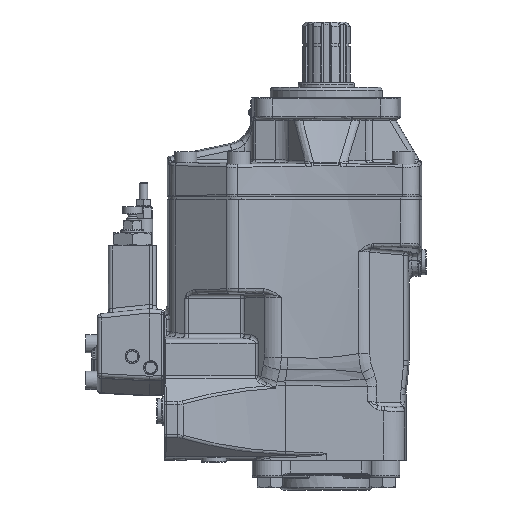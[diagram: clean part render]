
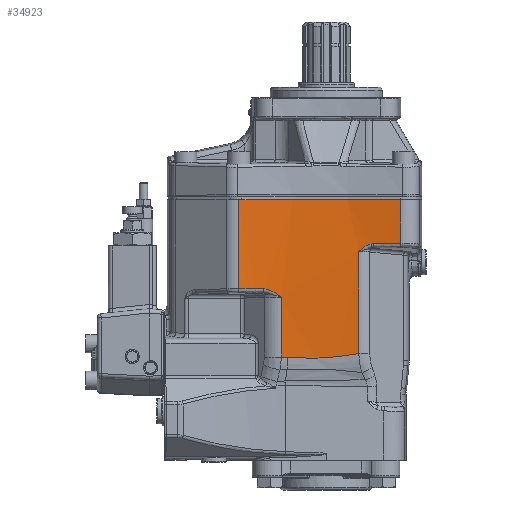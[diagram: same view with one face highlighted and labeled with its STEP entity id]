
A CAD part, left-side view. The second image highlights one B-rep face of the part: STEP entity #34923.
In plain terms, the highlighted cylindrical face has radius 302 mm (diameter 604 mm), a partial arc.
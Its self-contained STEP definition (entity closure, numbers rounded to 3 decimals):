
#2822=FACE_OUTER_BOUND('',#4863,.T.);
#4863=EDGE_LOOP('',(#27776,#27777,#27778,#27779,#27780,#27781,#27782,#27783,
#27784,#27785,#27786,#27787,#27788));
#6176=B_SPLINE_CURVE_WITH_KNOTS('',3,(#60647,#60648,#60649,#60650,#60651),
 .UNSPECIFIED.,.F.,.F.,(4,1,4),(0.,0.5,1.),.UNSPECIFIED.);
#6177=B_SPLINE_CURVE_WITH_KNOTS('',3,(#60702,#60703,#60704,#60705,#60706,
#60707,#60708,#60709,#60710,#60711,#60712),.UNSPECIFIED.,.F.,.F.,(4,1,1,
1,1,1,1,1,4),(0.,0.125,0.25,0.375,0.5,0.625,0.75,0.875,1.),
 .UNSPECIFIED.);
#6182=B_SPLINE_CURVE_WITH_KNOTS('',3,(#60862,#60863,#60864,#60865,#60866,
#60867,#60868),.UNSPECIFIED.,.F.,.F.,(4,1,1,1,4),(0.,0.25,0.5,0.75,1.),
 .UNSPECIFIED.);
#6185=B_SPLINE_CURVE_WITH_KNOTS('',3,(#60902,#60903,#60904,#60905,#60906),
 .UNSPECIFIED.,.F.,.F.,(4,1,4),(0.,0.5,1.),.UNSPECIFIED.);
#6188=B_SPLINE_CURVE_WITH_KNOTS('',3,(#61058,#61059,#61060,#61061,#61062,
#61063,#61064,#61065,#61066,#61067,#61068,#61069,#61070,#61071,#61072),
 .UNSPECIFIED.,.F.,.F.,(4,1,1,1,1,1,1,1,1,1,1,1,4),(0.,0.083,
0.167,0.25,0.333,0.417,0.5,0.583,
0.667,0.75,0.833,0.917,1.),.UNSPECIFIED.);
#6335=B_SPLINE_CURVE_WITH_KNOTS('',3,(#66802,#66803,#66804,#66805,#66806,
#66807,#66808,#66809),.UNSPECIFIED.,.F.,.F.,(4,1,1,1,1,4),(0.,0.2,0.4,0.6,
0.8,1.),.UNSPECIFIED.);
#7267=CIRCLE('',#37025,301.829);
#7308=CIRCLE('',#37364,300.907);
#8853=LINE('',#60771,#11577);
#8855=LINE('',#60942,#11579);
#9797=LINE('',#67306,#12521);
#9798=LINE('',#67308,#12522);
#9799=LINE('',#67309,#12523);
#11577=VECTOR('',#42156,72.505);
#11579=VECTOR('',#42164,42.638);
#12521=VECTOR('',#44184,31.273);
#12522=VECTOR('',#44185,63.44);
#12523=VECTOR('',#44186,63.44);
#14779=VERTEX_POINT('',#60644);
#14780=VERTEX_POINT('',#60646);
#14781=VERTEX_POINT('',#60701);
#14782=VERTEX_POINT('',#60770);
#14784=VERTEX_POINT('',#60861);
#14785=VERTEX_POINT('',#60895);
#14786=VERTEX_POINT('',#60933);
#14789=VERTEX_POINT('',#60970);
#14790=VERTEX_POINT('',#60972);
#15377=VERTEX_POINT('',#63758);
#15555=VERTEX_POINT('',#66733);
#15557=VERTEX_POINT('',#66800);
#15610=VERTEX_POINT('',#67307);
#18645=EDGE_CURVE('',#14779,#14780,#6176,.T.);
#18647=EDGE_CURVE('',#14780,#14781,#6177,.T.);
#18650=EDGE_CURVE('',#14782,#14781,#8853,.T.);
#18655=EDGE_CURVE('',#14784,#14782,#6182,.T.);
#18658=EDGE_CURVE('',#14785,#14784,#6185,.T.);
#18661=EDGE_CURVE('',#14786,#14785,#8855,.T.);
#18664=EDGE_CURVE('',#14789,#14790,#7267,.T.);
#18667=EDGE_CURVE('',#14786,#14789,#6188,.T.);
#19553=EDGE_CURVE('',#15377,#14779,#7308,.T.);
#19846=EDGE_CURVE('',#15557,#15555,#6335,.T.);
#19935=EDGE_CURVE('',#15555,#15377,#9797,.T.);
#19936=EDGE_CURVE('',#15557,#15610,#9798,.T.);
#19937=EDGE_CURVE('',#15610,#14790,#9799,.T.);
#27776=ORIENTED_EDGE('',*,*,#19935,.F.);
#27777=ORIENTED_EDGE('',*,*,#19846,.F.);
#27778=ORIENTED_EDGE('',*,*,#19936,.T.);
#27779=ORIENTED_EDGE('',*,*,#19937,.T.);
#27780=ORIENTED_EDGE('',*,*,#18664,.F.);
#27781=ORIENTED_EDGE('',*,*,#18667,.F.);
#27782=ORIENTED_EDGE('',*,*,#18661,.T.);
#27783=ORIENTED_EDGE('',*,*,#18658,.T.);
#27784=ORIENTED_EDGE('',*,*,#18655,.T.);
#27785=ORIENTED_EDGE('',*,*,#18650,.T.);
#27786=ORIENTED_EDGE('',*,*,#18647,.F.);
#27787=ORIENTED_EDGE('',*,*,#18645,.F.);
#27788=ORIENTED_EDGE('',*,*,#19553,.F.);
#32138=CYLINDRICAL_SURFACE('',#37561,302.);
#34923=ADVANCED_FACE('',(#2822),#32138,.F.);
#37025=AXIS2_PLACEMENT_3D('',#60973,#42169,#42170);
#37364=AXIS2_PLACEMENT_3D('',#63760,#43653,#43654);
#37561=AXIS2_PLACEMENT_3D('',#67305,#44182,#44183);
#42156=DIRECTION('',(1.,0.,0.));
#42164=DIRECTION('',(-1.,0.,0.));
#42169=DIRECTION('center_axis',(0.999,0.035,0.));
#42170=DIRECTION('ref_axis',(-0.035,0.979,0.2));
#43653=DIRECTION('center_axis',(0.996,0.088,0.));
#43654=DIRECTION('ref_axis',(-0.087,0.989,-0.117));
#44182=DIRECTION('center_axis',(1.,0.,0.));
#44183=DIRECTION('ref_axis',(0.,1.,0.));
#44184=DIRECTION('',(-1.,0.,0.));
#44185=DIRECTION('',(-1.,0.,0.));
#44186=DIRECTION('',(-1.,0.,0.));
#60644=CARTESIAN_POINT('',(-103.834,-61.902,-33.449));
#60646=CARTESIAN_POINT('',(-103.968,-61.732,-31.968));
#60647=CARTESIAN_POINT('Ctrl Pts',(-103.834,-61.902,-33.449));
#60648=CARTESIAN_POINT('Ctrl Pts',(-103.836,-61.872,
-33.196));
#60649=CARTESIAN_POINT('Ctrl Pts',(-103.862,-61.814,-32.697));
#60650=CARTESIAN_POINT('Ctrl Pts',(-103.926,-61.759,-32.209));
#60651=CARTESIAN_POINT('Ctrl Pts',(-103.968,-61.732,-31.968));
#60701=CARTESIAN_POINT('',(-109.424,-60.872,-23.13));
#60702=CARTESIAN_POINT('Ctrl Pts',(-103.968,-61.732,-31.968));
#60703=CARTESIAN_POINT('Ctrl Pts',(-104.022,-61.697,
-31.657));
#60704=CARTESIAN_POINT('Ctrl Pts',(-104.165,-61.626,-31.016));
#60705=CARTESIAN_POINT('Ctrl Pts',(-104.497,-61.517,-30.002));
#60706=CARTESIAN_POINT('Ctrl Pts',(-104.96,-61.407,-28.944));
#60707=CARTESIAN_POINT('Ctrl Pts',(-105.561,-61.298,-27.85));
#60708=CARTESIAN_POINT('Ctrl Pts',(-106.302,-61.19,-26.73));
#60709=CARTESIAN_POINT('Ctrl Pts',(-107.189,-61.084,-25.582));
#60710=CARTESIAN_POINT('Ctrl Pts',(-108.22,-60.978,-24.397));
#60711=CARTESIAN_POINT('Ctrl Pts',(-109.009,-60.908,
-23.562));
#60712=CARTESIAN_POINT('Ctrl Pts',(-109.424,-60.872,-23.13));
#60770=CARTESIAN_POINT('',(-181.929,-60.872,-23.13));
#60771=CARTESIAN_POINT('',(-181.929,-60.872,-23.13));
#60861=CARTESIAN_POINT('',(-184.682,-60.941,27.31));
#60862=CARTESIAN_POINT('Ctrl Pts',(-184.682,-60.941,27.31));
#60863=CARTESIAN_POINT('Ctrl Pts',(-185.11,-60.503,
22.172));
#60864=CARTESIAN_POINT('Ctrl Pts',(-185.495,-59.934,12.384));
#60865=CARTESIAN_POINT('Ctrl Pts',(-184.96,-59.776,-0.862));
#60866=CARTESIAN_POINT('Ctrl Pts',(-183.681,-60.124,-12.683));
#60867=CARTESIAN_POINT('Ctrl Pts',(-182.533,-60.596,
-19.781));
#60868=CARTESIAN_POINT('Ctrl Pts',(-181.929,-60.872,-23.13));
#60895=CARTESIAN_POINT('',(-184.392,-61.38,32.024));
#60902=CARTESIAN_POINT('Ctrl Pts',(-184.392,-61.38,32.024));
#60903=CARTESIAN_POINT('Ctrl Pts',(-184.451,-61.3,
31.232));
#60904=CARTESIAN_POINT('Ctrl Pts',(-184.555,-61.148,29.667));
#60905=CARTESIAN_POINT('Ctrl Pts',(-184.644,-61.007,28.082));
#60906=CARTESIAN_POINT('Ctrl Pts',(-184.682,-60.941,27.31));
#60933=CARTESIAN_POINT('',(-141.754,-61.38,32.024));
#60942=CARTESIAN_POINT('',(-141.754,-61.38,32.024));
#60970=CARTESIAN_POINT('',(-135.904,-62.939,44.751));
#60972=CARTESIAN_POINT('',(-135.797,-65.962,62.126));
#60973=CARTESIAN_POINT('Origin',(-125.379,-361.493,1.678));
#61058=CARTESIAN_POINT('Ctrl Pts',(-141.754,-61.38,32.024));
#61059=CARTESIAN_POINT('Ctrl Pts',(-141.493,-61.415,
32.376));
#61060=CARTESIAN_POINT('Ctrl Pts',(-140.943,-61.492,33.125));
#61061=CARTESIAN_POINT('Ctrl Pts',(-140.001,-61.633,34.445));
#61062=CARTESIAN_POINT('Ctrl Pts',(-139.089,-61.785,35.805));
#61063=CARTESIAN_POINT('Ctrl Pts',(-138.291,-61.937,37.116));
#61064=CARTESIAN_POINT('Ctrl Pts',(-137.623,-62.086,38.356));
#61065=CARTESIAN_POINT('Ctrl Pts',(-137.097,-62.227,39.489));
#61066=CARTESIAN_POINT('Ctrl Pts',(-136.687,-62.361,40.536));
#61067=CARTESIAN_POINT('Ctrl Pts',(-136.375,-62.49,41.517));
#61068=CARTESIAN_POINT('Ctrl Pts',(-136.152,-62.612,42.425));
#61069=CARTESIAN_POINT('Ctrl Pts',(-136.004,-62.729,43.271));
#61070=CARTESIAN_POINT('Ctrl Pts',(-135.924,-62.835,44.031));
#61071=CARTESIAN_POINT('Ctrl Pts',(-135.905,-62.905,
44.517));
#61072=CARTESIAN_POINT('Ctrl Pts',(-135.904,-62.939,44.751));
#63758=CARTESIAN_POINT('',(-103.572,-64.863,-53.11));
#63760=CARTESIAN_POINT('Origin',(-77.53,-359.59,1.688));
#66733=CARTESIAN_POINT('',(-72.299,-64.863,-53.11));
#66800=CARTESIAN_POINT('',(-72.357,-65.962,62.126));
#66802=CARTESIAN_POINT('Ctrl Pts',(-72.357,-65.962,62.126));
#66803=CARTESIAN_POINT('Ctrl Pts',(-72.276,-64.423,
54.591));
#66804=CARTESIAN_POINT('Ctrl Pts',(-72.143,-61.914,39.374));
#66805=CARTESIAN_POINT('Ctrl Pts',(-72.037,-59.901,16.203));
#66806=CARTESIAN_POINT('Ctrl Pts',(-72.026,-59.679,-7.081));
#66807=CARTESIAN_POINT('Ctrl Pts',(-72.108,-61.249,-30.286));
#66808=CARTESIAN_POINT('Ctrl Pts',(-72.225,-63.468,
-45.548));
#66809=CARTESIAN_POINT('Ctrl Pts',(-72.299,-64.863,-53.11));
#67305=CARTESIAN_POINT('Origin',(-209.,-361.851,1.68));
#67306=CARTESIAN_POINT('',(-72.299,-64.863,-53.11));
#67307=CARTESIAN_POINT('',(-72.918,-65.962,62.126));
#67308=CARTESIAN_POINT('',(-72.357,-65.962,62.126));
#67309=CARTESIAN_POINT('',(-72.357,-65.962,62.126));
